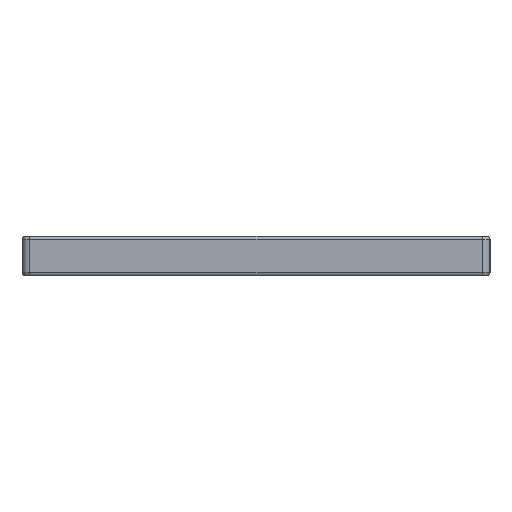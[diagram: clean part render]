
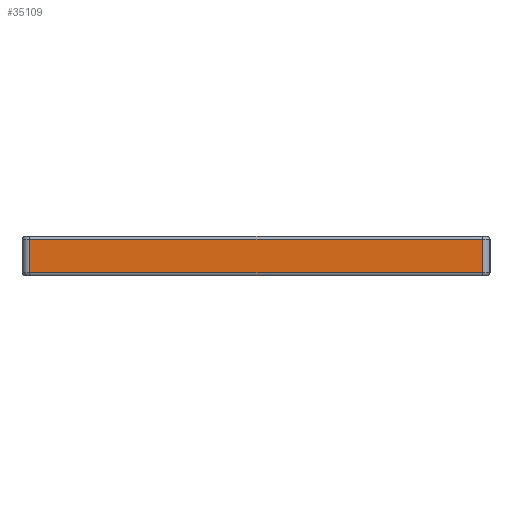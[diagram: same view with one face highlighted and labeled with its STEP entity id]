
A CAD part, left-side view. The second image highlights one B-rep face of the part: STEP entity #35109.
In plain terms, the highlighted planar face has unit normal (-1, 0, 0).
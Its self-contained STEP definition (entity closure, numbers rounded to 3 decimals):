
#119 = CARTESIAN_POINT ( 'NONE',  ( 0., 0., -23.4 ) ) ;
#1492 = DIRECTION ( 'NONE',  ( -1., 0., 0. ) ) ;
#2649 = LINE ( 'NONE', #119, #9897 ) ;
#2980 = LINE ( 'NONE', #6250, #3442 ) ;
#3442 = VECTOR ( 'NONE', #12822, 1000. ) ;
#4447 = DIRECTION ( 'NONE',  ( 0., 0., 1. ) ) ;
#4872 = ORIENTED_EDGE ( 'NONE', *, *, #25991, .T. ) ;
#6250 = CARTESIAN_POINT ( 'NONE',  ( 0., 295., -2. ) ) ;
#6599 = VERTEX_POINT ( 'NONE', #16832 ) ;
#6924 = CARTESIAN_POINT ( 'NONE',  ( 0., 5., -23.4 ) ) ;
#7710 = EDGE_CURVE ( 'NONE', #10658, #6599, #18568, .T. ) ;
#9578 = EDGE_CURVE ( 'NONE', #6599, #17544, #2980, .T. ) ;
#9897 = VECTOR ( 'NONE', #33994, 1000. ) ;
#9994 = VERTEX_POINT ( 'NONE', #39074 ) ;
#10658 = VERTEX_POINT ( 'NONE', #6924 ) ;
#11283 = ORIENTED_EDGE ( 'NONE', *, *, #23458, .T. ) ;
#12822 = DIRECTION ( 'NONE',  ( 0., 1., 0. ) ) ;
#13483 = CARTESIAN_POINT ( 'NONE',  ( 0., 0., -25.4 ) ) ;
#13914 = EDGE_LOOP ( 'NONE', ( #4872, #11283, #29319, #18811 ) ) ;
#16832 = CARTESIAN_POINT ( 'NONE',  ( 0., 5., -2. ) ) ;
#17401 = LINE ( 'NONE', #19116, #29926 ) ;
#17544 = VERTEX_POINT ( 'NONE', #37441 ) ;
#18568 = LINE ( 'NONE', #27997, #33438 ) ;
#18811 = ORIENTED_EDGE ( 'NONE', *, *, #9578, .T. ) ;
#19116 = CARTESIAN_POINT ( 'NONE',  ( 0., 295., -25.4 ) ) ;
#20088 = PLANE ( 'NONE',  #20499 ) ;
#20499 = AXIS2_PLACEMENT_3D ( 'NONE', #13483, #1492, #4447 ) ;
#20505 = FACE_OUTER_BOUND ( 'NONE', #13914, .T. ) ;
#23458 = EDGE_CURVE ( 'NONE', #9994, #10658, #2649, .T. ) ;
#25991 = EDGE_CURVE ( 'NONE', #17544, #9994, #17401, .T. ) ;
#27997 = CARTESIAN_POINT ( 'NONE',  ( 0., 5., -25.4 ) ) ;
#28529 = DIRECTION ( 'NONE',  ( 0., 0., -1. ) ) ;
#29319 = ORIENTED_EDGE ( 'NONE', *, *, #7710, .T. ) ;
#29926 = VECTOR ( 'NONE', #28529, 1000. ) ;
#31101 = DIRECTION ( 'NONE',  ( 0., 0., 1. ) ) ;
#33438 = VECTOR ( 'NONE', #31101, 1000. ) ;
#33994 = DIRECTION ( 'NONE',  ( 0., -1., 0. ) ) ;
#35109 = ADVANCED_FACE ( 'NONE', ( #20505 ), #20088, .T. ) ;
#37441 = CARTESIAN_POINT ( 'NONE',  ( 0., 295., -2. ) ) ;
#39074 = CARTESIAN_POINT ( 'NONE',  ( 0., 295., -23.4 ) ) ;
